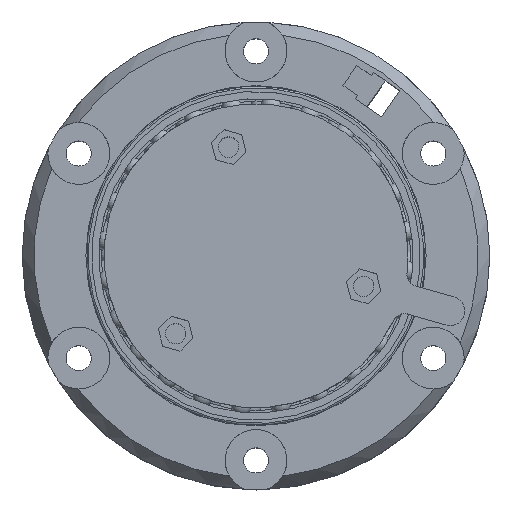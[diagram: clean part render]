
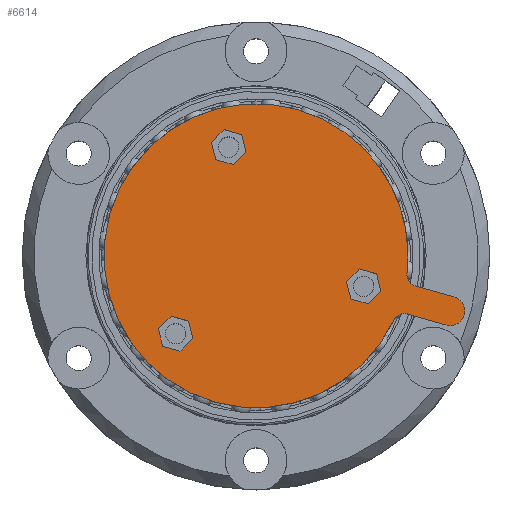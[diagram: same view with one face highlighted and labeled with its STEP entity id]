
A CAD part, top view. The second image highlights one B-rep face of the part: STEP entity #6614.
In plain terms, the highlighted face is planar.
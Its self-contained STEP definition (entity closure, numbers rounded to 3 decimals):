
#397=FACE_BOUND('',#1129,.T.);
#398=FACE_BOUND('',#1130,.T.);
#399=FACE_BOUND('',#1131,.T.);
#596=PLANE('',#7270);
#756=FACE_OUTER_BOUND('',#1128,.T.);
#1128=EDGE_LOOP('',(#4916,#4917,#4918,#4919,#4920,#4921,#4922));
#1129=EDGE_LOOP('',(#4923,#4924,#4925,#4926,#4927,#4928));
#1130=EDGE_LOOP('',(#4929,#4930,#4931,#4932,#4933,#4934));
#1131=EDGE_LOOP('',(#4935,#4936,#4937,#4938,#4939,#4940));
#1588=LINE('',#10532,#1891);
#1591=LINE('',#10544,#1894);
#1616=LINE('',#10622,#1919);
#1620=LINE('',#10630,#1923);
#1623=LINE('',#10636,#1926);
#1626=LINE('',#10642,#1929);
#1629=LINE('',#10648,#1932);
#1632=LINE('',#10653,#1935);
#1634=LINE('',#10659,#1937);
#1638=LINE('',#10667,#1941);
#1641=LINE('',#10673,#1944);
#1644=LINE('',#10679,#1947);
#1647=LINE('',#10685,#1950);
#1650=LINE('',#10690,#1953);
#1652=LINE('',#10696,#1955);
#1656=LINE('',#10704,#1959);
#1659=LINE('',#10710,#1962);
#1662=LINE('',#10716,#1965);
#1665=LINE('',#10722,#1968);
#1668=LINE('',#10727,#1971);
#1891=VECTOR('',#8354,10.);
#1894=VECTOR('',#8365,10.);
#1919=VECTOR('',#8446,10.);
#1923=VECTOR('',#8452,10.);
#1926=VECTOR('',#8457,10.);
#1929=VECTOR('',#8462,10.);
#1932=VECTOR('',#8467,10.);
#1935=VECTOR('',#8472,10.);
#1937=VECTOR('',#8478,10.);
#1941=VECTOR('',#8484,10.);
#1944=VECTOR('',#8489,10.);
#1947=VECTOR('',#8494,10.);
#1950=VECTOR('',#8499,10.);
#1953=VECTOR('',#8504,10.);
#1955=VECTOR('',#8510,10.);
#1959=VECTOR('',#8516,10.);
#1962=VECTOR('',#8521,10.);
#1965=VECTOR('',#8526,10.);
#1968=VECTOR('',#8531,10.);
#1971=VECTOR('',#8536,10.);
#2174=CIRCLE('',#7207,2.);
#2177=CIRCLE('',#7212,2.);
#2182=CIRCLE('',#7221,2.5);
#2195=CIRCLE('',#7268,26.);
#2196=CIRCLE('',#7269,26.);
#2792=VERTEX_POINT('',#10519);
#2793=VERTEX_POINT('',#10520);
#2797=VERTEX_POINT('',#10530);
#2800=VERTEX_POINT('',#10537);
#2801=VERTEX_POINT('',#10539);
#2802=VERTEX_POINT('',#10543);
#2826=VERTEX_POINT('',#10620);
#2827=VERTEX_POINT('',#10621);
#2830=VERTEX_POINT('',#10629);
#2832=VERTEX_POINT('',#10635);
#2834=VERTEX_POINT('',#10641);
#2836=VERTEX_POINT('',#10647);
#2838=VERTEX_POINT('',#10657);
#2839=VERTEX_POINT('',#10658);
#2842=VERTEX_POINT('',#10666);
#2844=VERTEX_POINT('',#10672);
#2846=VERTEX_POINT('',#10678);
#2848=VERTEX_POINT('',#10684);
#2850=VERTEX_POINT('',#10694);
#2851=VERTEX_POINT('',#10695);
#2854=VERTEX_POINT('',#10703);
#2856=VERTEX_POINT('',#10709);
#2858=VERTEX_POINT('',#10715);
#2860=VERTEX_POINT('',#10721);
#2866=VERTEX_POINT('',#10740);
#3618=EDGE_CURVE('',#2792,#2793,#2174,.T.);
#3624=EDGE_CURVE('',#2797,#2792,#1588,.T.);
#3627=EDGE_CURVE('',#2801,#2800,#2177,.F.);
#3629=EDGE_CURVE('',#2801,#2802,#1591,.T.);
#3637=EDGE_CURVE('',#2802,#2797,#2182,.T.);
#3667=EDGE_CURVE('',#2826,#2827,#1616,.T.);
#3671=EDGE_CURVE('',#2830,#2826,#1620,.T.);
#3674=EDGE_CURVE('',#2832,#2830,#1623,.T.);
#3677=EDGE_CURVE('',#2834,#2832,#1626,.T.);
#3680=EDGE_CURVE('',#2836,#2834,#1629,.T.);
#3683=EDGE_CURVE('',#2827,#2836,#1632,.T.);
#3685=EDGE_CURVE('',#2838,#2839,#1634,.T.);
#3689=EDGE_CURVE('',#2842,#2838,#1638,.T.);
#3692=EDGE_CURVE('',#2844,#2842,#1641,.T.);
#3695=EDGE_CURVE('',#2846,#2844,#1644,.T.);
#3698=EDGE_CURVE('',#2848,#2846,#1647,.T.);
#3701=EDGE_CURVE('',#2839,#2848,#1650,.T.);
#3703=EDGE_CURVE('',#2850,#2851,#1652,.T.);
#3707=EDGE_CURVE('',#2854,#2850,#1656,.T.);
#3710=EDGE_CURVE('',#2856,#2854,#1659,.T.);
#3713=EDGE_CURVE('',#2858,#2856,#1662,.T.);
#3716=EDGE_CURVE('',#2860,#2858,#1665,.T.);
#3719=EDGE_CURVE('',#2851,#2860,#1668,.T.);
#3725=EDGE_CURVE('',#2866,#2793,#2195,.T.);
#3727=EDGE_CURVE('',#2800,#2866,#2196,.T.);
#4916=ORIENTED_EDGE('',*,*,#3727,.T.);
#4917=ORIENTED_EDGE('',*,*,#3725,.T.);
#4918=ORIENTED_EDGE('',*,*,#3618,.F.);
#4919=ORIENTED_EDGE('',*,*,#3624,.F.);
#4920=ORIENTED_EDGE('',*,*,#3637,.F.);
#4921=ORIENTED_EDGE('',*,*,#3629,.F.);
#4922=ORIENTED_EDGE('',*,*,#3627,.T.);
#4923=ORIENTED_EDGE('',*,*,#3667,.T.);
#4924=ORIENTED_EDGE('',*,*,#3683,.T.);
#4925=ORIENTED_EDGE('',*,*,#3680,.T.);
#4926=ORIENTED_EDGE('',*,*,#3677,.T.);
#4927=ORIENTED_EDGE('',*,*,#3674,.T.);
#4928=ORIENTED_EDGE('',*,*,#3671,.T.);
#4929=ORIENTED_EDGE('',*,*,#3685,.T.);
#4930=ORIENTED_EDGE('',*,*,#3701,.T.);
#4931=ORIENTED_EDGE('',*,*,#3698,.T.);
#4932=ORIENTED_EDGE('',*,*,#3695,.T.);
#4933=ORIENTED_EDGE('',*,*,#3692,.T.);
#4934=ORIENTED_EDGE('',*,*,#3689,.T.);
#4935=ORIENTED_EDGE('',*,*,#3703,.T.);
#4936=ORIENTED_EDGE('',*,*,#3719,.T.);
#4937=ORIENTED_EDGE('',*,*,#3716,.T.);
#4938=ORIENTED_EDGE('',*,*,#3713,.T.);
#4939=ORIENTED_EDGE('',*,*,#3710,.T.);
#4940=ORIENTED_EDGE('',*,*,#3707,.T.);
#6614=ADVANCED_FACE('',(#756,#397,#398,#399),#596,.T.);
#7207=AXIS2_PLACEMENT_3D('',#10521,#8344,#8345);
#7212=AXIS2_PLACEMENT_3D('',#10540,#8360,#8361);
#7221=AXIS2_PLACEMENT_3D('',#10560,#8383,#8384);
#7268=AXIS2_PLACEMENT_3D('',#10741,#8552,#8553);
#7269=AXIS2_PLACEMENT_3D('',#10743,#8555,#8556);
#7270=AXIS2_PLACEMENT_3D('',#10744,#8557,#8558);
#8344=DIRECTION('center_axis',(0.,0.,-1.));
#8345=DIRECTION('ref_axis',(-0.866,0.5,0.));
#8354=DIRECTION('',(-0.5,-0.866,0.));
#8360=DIRECTION('center_axis',(0.,0.,-1.));
#8361=DIRECTION('ref_axis',(0.866,-0.5,0.));
#8365=DIRECTION('',(0.5,0.866,0.));
#8383=DIRECTION('center_axis',(0.,0.,1.));
#8384=DIRECTION('ref_axis',(0.866,-0.5,0.));
#8446=DIRECTION('',(1.,0.,0.));
#8452=DIRECTION('',(0.5,-0.866,0.));
#8457=DIRECTION('',(-0.5,-0.866,0.));
#8462=DIRECTION('',(-1.,0.,0.));
#8467=DIRECTION('',(-0.5,0.866,0.));
#8472=DIRECTION('',(0.5,0.866,0.));
#8478=DIRECTION('',(-0.5,-0.866,0.));
#8484=DIRECTION('',(-1.,0.,0.));
#8489=DIRECTION('',(-0.5,0.866,0.));
#8494=DIRECTION('',(0.5,0.866,0.));
#8499=DIRECTION('',(1.,0.,0.));
#8504=DIRECTION('',(0.5,-0.866,0.));
#8510=DIRECTION('',(-0.5,0.866,0.));
#8516=DIRECTION('',(0.5,0.866,0.));
#8521=DIRECTION('',(1.,0.,0.));
#8526=DIRECTION('',(0.5,-0.866,0.));
#8531=DIRECTION('',(-0.5,-0.866,0.));
#8536=DIRECTION('',(-1.,0.,0.));
#8552=DIRECTION('center_axis',(0.,0.,-1.));
#8553=DIRECTION('ref_axis',(-1.,0.,0.));
#8555=DIRECTION('center_axis',(0.,0.,-1.));
#8556=DIRECTION('ref_axis',(-1.,0.,0.));
#8557=DIRECTION('center_axis',(0.,0.,-1.));
#8558=DIRECTION('ref_axis',(-1.,0.,0.));
#10519=CARTESIAN_POINT('',(11.653,25.184,-5.));
#10520=CARTESIAN_POINT('',(9.212,24.313,-5.));
#10521=CARTESIAN_POINT('Origin',(9.921,26.184,-5.));
#10530=CARTESIAN_POINT('',(15.085,31.128,-5.));
#10532=CARTESIAN_POINT('',(15.085,31.128,-5.));
#10537=CARTESIAN_POINT('',(16.45,20.135,-5.));
#10539=CARTESIAN_POINT('',(15.983,22.684,-5.));
#10540=CARTESIAN_POINT('Origin',(17.715,21.684,-5.));
#10543=CARTESIAN_POINT('',(19.415,28.628,-5.));
#10544=CARTESIAN_POINT('',(15.165,21.267,-5.));
#10560=CARTESIAN_POINT('Origin',(17.25,29.878,-5.));
#10620=CARTESIAN_POINT('',(8.04,13.926,-5.));
#10621=CARTESIAN_POINT('',(11.115,13.926,-5.));
#10622=CARTESIAN_POINT('',(4.02,13.926,-5.));
#10629=CARTESIAN_POINT('',(6.502,16.589,-5.));
#10630=CARTESIAN_POINT('',(9.281,11.776,-5.));
#10635=CARTESIAN_POINT('',(8.04,19.252,-5.));
#10636=CARTESIAN_POINT('',(2.867,10.292,-5.));
#10641=CARTESIAN_POINT('',(11.115,19.252,-5.));
#10642=CARTESIAN_POINT('',(5.558,19.252,-5.));
#10647=CARTESIAN_POINT('',(12.653,16.589,-5.));
#10648=CARTESIAN_POINT('',(14.663,13.107,-5.));
#10653=CARTESIAN_POINT('',(6.711,6.297,-5.));
#10657=CARTESIAN_POINT('',(8.04,-13.926,-5.));
#10658=CARTESIAN_POINT('',(6.503,-16.589,-5.));
#10659=CARTESIAN_POINT('',(10.05,-10.444,-5.));
#10666=CARTESIAN_POINT('',(11.115,-13.926,-5.));
#10667=CARTESIAN_POINT('',(5.558,-13.926,-5.));
#10672=CARTESIAN_POINT('',(12.653,-16.589,-5.));
#10673=CARTESIAN_POINT('',(7.479,-7.629,-5.));
#10678=CARTESIAN_POINT('',(11.115,-19.252,-5.));
#10679=CARTESIAN_POINT('',(13.894,-14.439,-5.));
#10684=CARTESIAN_POINT('',(8.04,-19.252,-5.));
#10685=CARTESIAN_POINT('',(4.02,-19.252,-5.));
#10690=CARTESIAN_POINT('',(2.098,-8.96,-5.));
#10694=CARTESIAN_POINT('',(-16.08,0.,-5.));
#10695=CARTESIAN_POINT('',(-17.618,2.663,-5.));
#10696=CARTESIAN_POINT('',(-14.07,-3.481,-5.));
#10703=CARTESIAN_POINT('',(-17.618,-2.663,-5.));
#10704=CARTESIAN_POINT('',(-14.839,2.15,-5.));
#10709=CARTESIAN_POINT('',(-20.693,-2.663,-5.));
#10710=CARTESIAN_POINT('',(-10.346,-2.663,-5.));
#10715=CARTESIAN_POINT('',(-22.23,0.,-5.));
#10716=CARTESIAN_POINT('',(-19.451,-4.813,-5.));
#10721=CARTESIAN_POINT('',(-20.693,2.663,-5.));
#10722=CARTESIAN_POINT('',(-18.683,6.144,-5.));
#10727=CARTESIAN_POINT('',(-8.809,2.663,-5.));
#10740=CARTESIAN_POINT('',(26.,0.,-5.));
#10741=CARTESIAN_POINT('Origin',(0.,0.,-5.));
#10743=CARTESIAN_POINT('Origin',(0.,0.,-5.));
#10744=CARTESIAN_POINT('Origin',(0.,0.,-5.));
